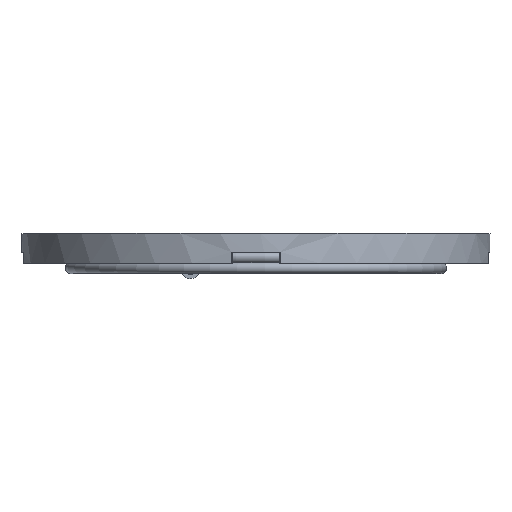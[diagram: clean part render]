
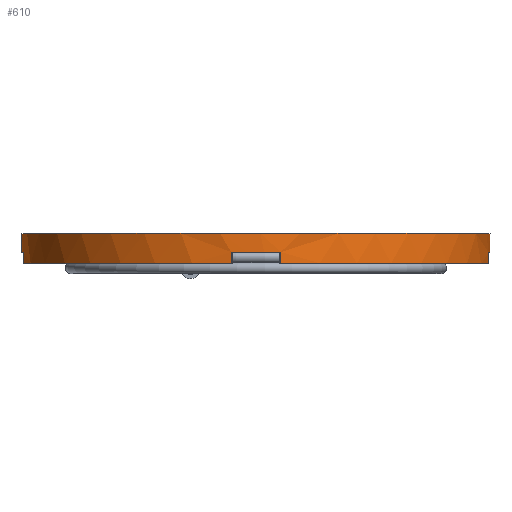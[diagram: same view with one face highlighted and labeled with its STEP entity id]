
A CAD part, top view. The second image highlights one B-rep face of the part: STEP entity #610.
In plain terms, the highlighted cylindrical face has radius 25 mm (diameter 50 mm), a partial arc.
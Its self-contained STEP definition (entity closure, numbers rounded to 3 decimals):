
#610 = ADVANCED_FACE( '', ( #1325 ), #1326, .T. );
#1325 = FACE_OUTER_BOUND( '', #6689, .T. );
#1326 = CYLINDRICAL_SURFACE( '', #6690, 25. );
#6689 = EDGE_LOOP( '', ( #8503, #8504, #8505, #8506, #8507, #8508, #8509, #8510, #8511, #8512, #8513, #8514, #8515, #8516, #8517, #8518 ) );
#6690 = AXIS2_PLACEMENT_3D( '', #8519, #8520, #8521 );
#8503 = ORIENTED_EDGE( '', *, *, #9396, .T. );
#8504 = ORIENTED_EDGE( '', *, *, #8938, .F. );
#8505 = ORIENTED_EDGE( '', *, *, #9373, .F. );
#8506 = ORIENTED_EDGE( '', *, *, #8969, .F. );
#8507 = ORIENTED_EDGE( '', *, *, #9157, .F. );
#8508 = ORIENTED_EDGE( '', *, *, #8993, .T. );
#8509 = ORIENTED_EDGE( '', *, *, #9372, .F. );
#8510 = ORIENTED_EDGE( '', *, *, #9091, .F. );
#8511 = ORIENTED_EDGE( '', *, *, #9405, .F. );
#8512 = ORIENTED_EDGE( '', *, *, #9165, .T. );
#8513 = ORIENTED_EDGE( '', *, *, #9379, .F. );
#8514 = ORIENTED_EDGE( '', *, *, #9023, .F. );
#8515 = ORIENTED_EDGE( '', *, *, #8878, .T. );
#8516 = ORIENTED_EDGE( '', *, *, #8972, .T. );
#8517 = ORIENTED_EDGE( '', *, *, #9377, .F. );
#8518 = ORIENTED_EDGE( '', *, *, #8962, .T. );
#8519 = CARTESIAN_POINT( '', ( 0., -2., 0. ) );
#8520 = DIRECTION( '', ( 0., -1., 0. ) );
#8521 = DIRECTION( '', ( 0., 0., 1. ) );
#8878 = EDGE_CURVE( '', #9547, #9544, #9548, .T. );
#8938 = EDGE_CURVE( '', #9645, #9640, #9647, .T. );
#8962 = EDGE_CURVE( '', #9687, #9685, #9688, .T. );
#8969 = EDGE_CURVE( '', #9698, #9693, #9700, .T. );
#8972 = EDGE_CURVE( '', #9544, #9702, #9705, .T. );
#8993 = EDGE_CURVE( '', #9738, #9736, #9739, .T. );
#9023 = EDGE_CURVE( '', #9547, #9782, #9785, .T. );
#9091 = EDGE_CURVE( '', #9894, #9889, #9896, .T. );
#9157 = EDGE_CURVE( '', #9738, #9698, #9996, .T. );
#9165 = EDGE_CURVE( '', #10010, #10008, #10011, .T. );
#9372 = EDGE_CURVE( '', #9889, #9736, #10288, .T. );
#9373 = EDGE_CURVE( '', #9693, #9645, #10289, .T. );
#9377 = EDGE_CURVE( '', #9687, #9702, #10293, .T. );
#9379 = EDGE_CURVE( '', #9782, #10008, #10295, .T. );
#9396 = EDGE_CURVE( '', #9685, #9640, #10315, .T. );
#9405 = EDGE_CURVE( '', #10010, #9894, #10325, .T. );
#9544 = VERTEX_POINT( '', #10571 );
#9547 = VERTEX_POINT( '', #10575 );
#9548 = CIRCLE( '', #10576, 25. );
#9640 = VERTEX_POINT( '', #10744 );
#9645 = VERTEX_POINT( '', #10751 );
#9647 = LINE( '', #10754, #10755 );
#9685 = VERTEX_POINT( '', #10805 );
#9687 = VERTEX_POINT( '', #10808 );
#9688 = LINE( '', #10809, #10810 );
#9693 = VERTEX_POINT( '', #10817 );
#9698 = VERTEX_POINT( '', #10824 );
#9700 = LINE( '', #10827, #10828 );
#9702 = VERTEX_POINT( '', #10830 );
#9705 = LINE( '', #10834, #10835 );
#9736 = VERTEX_POINT( '', #10931 );
#9738 = VERTEX_POINT( '', #10934 );
#9739 = LINE( '', #10935, #10936 );
#9782 = VERTEX_POINT( '', #11198 );
#9785 = LINE( '', #11203, #11204 );
#9889 = VERTEX_POINT( '', #11611 );
#9894 = VERTEX_POINT( '', #11618 );
#9896 = LINE( '', #11621, #11622 );
#9996 = CIRCLE( '', #12101, 25. );
#10008 = VERTEX_POINT( '', #12121 );
#10010 = VERTEX_POINT( '', #12124 );
#10011 = LINE( '', #12125, #12126 );
#10288 = CIRCLE( '', #13055, 25. );
#10289 = CIRCLE( '', #13056, 25. );
#10293 = CIRCLE( '', #13063, 25. );
#10295 = CIRCLE( '', #13065, 25. );
#10315 = CIRCLE( '', #13123, 25. );
#10325 = CIRCLE( '', #13136, 25. );
#10571 = CARTESIAN_POINT( '', ( 9.574, -3.2, -23.094 ) );
#10575 = CARTESIAN_POINT( '', ( 24.858, -3.2, -2.66 ) );
#10576 = AXIS2_PLACEMENT_3D( '', #13243, #13244, #13245 );
#10744 = CARTESIAN_POINT( '', ( -24.98, 0., 1. ) );
#10751 = CARTESIAN_POINT( '', ( -24.98, -2., 1. ) );
#10754 = CARTESIAN_POINT( '', ( -24.98, -2., 1. ) );
#10755 = VECTOR( '', #13300, 1000. );
#10805 = CARTESIAN_POINT( '', ( 9., 0., -23.324 ) );
#10808 = CARTESIAN_POINT( '', ( 9., -2., -23.324 ) );
#10809 = CARTESIAN_POINT( '', ( 9., -2., -23.324 ) );
#10810 = VECTOR( '', #13323, 1000. );
#10817 = CARTESIAN_POINT( '', ( -24.858, -2., 2.66 ) );
#10824 = CARTESIAN_POINT( '', ( -24.858, -3.2, 2.66 ) );
#10827 = CARTESIAN_POINT( '', ( -24.858, -3.2, 2.66 ) );
#10828 = VECTOR( '', #13329, 1000. );
#10830 = CARTESIAN_POINT( '', ( 9.574, -2., -23.094 ) );
#10834 = CARTESIAN_POINT( '', ( 9.574, -3.2, -23.094 ) );
#10835 = VECTOR( '', #13331, 1000. );
#10931 = CARTESIAN_POINT( '', ( -2.66, -2., 24.858 ) );
#10934 = CARTESIAN_POINT( '', ( -2.66, -3.2, 24.858 ) );
#10935 = CARTESIAN_POINT( '', ( -2.66, -3.2, 24.858 ) );
#10936 = VECTOR( '', #13345, 1000. );
#11198 = CARTESIAN_POINT( '', ( 24.858, -2., -2.66 ) );
#11203 = CARTESIAN_POINT( '', ( 24.858, -3.2, -2.66 ) );
#11204 = VECTOR( '', #13365, 1000. );
#11611 = CARTESIAN_POINT( '', ( 2.66, -2., 24.858 ) );
#11618 = CARTESIAN_POINT( '', ( 2.66, -3.2, 24.858 ) );
#11621 = CARTESIAN_POINT( '', ( 2.66, -3.2, 24.858 ) );
#11622 = VECTOR( '', #13430, 1000. );
#12101 = AXIS2_PLACEMENT_3D( '', #13483, #13484, #13485 );
#12121 = CARTESIAN_POINT( '', ( 24.858, -2., 2.66 ) );
#12124 = CARTESIAN_POINT( '', ( 24.858, -3.2, 2.66 ) );
#12125 = CARTESIAN_POINT( '', ( 24.858, -3.2, 2.66 ) );
#12126 = VECTOR( '', #13489, 1000. );
#13055 = AXIS2_PLACEMENT_3D( '', #13633, #13634, #13635 );
#13056 = AXIS2_PLACEMENT_3D( '', #13636, #13637, #13638 );
#13063 = AXIS2_PLACEMENT_3D( '', #13642, #13643, #13644 );
#13065 = AXIS2_PLACEMENT_3D( '', #13648, #13649, #13650 );
#13123 = AXIS2_PLACEMENT_3D( '', #13658, #13659, #13660 );
#13136 = AXIS2_PLACEMENT_3D( '', #13664, #13665, #13666 );
#13243 = CARTESIAN_POINT( '', ( 0., -3.2, 0. ) );
#13244 = DIRECTION( '', ( 0., 1., 0. ) );
#13245 = DIRECTION( '', ( -1., 0., 0. ) );
#13300 = DIRECTION( '', ( 0., 1., 0. ) );
#13323 = DIRECTION( '', ( 0., 1., 0. ) );
#13329 = DIRECTION( '', ( 0., 1., 0. ) );
#13331 = DIRECTION( '', ( 0., 1., 0. ) );
#13345 = DIRECTION( '', ( 0., 1., 0. ) );
#13365 = DIRECTION( '', ( 0., 1., 0. ) );
#13430 = DIRECTION( '', ( 0., 1., 0. ) );
#13483 = CARTESIAN_POINT( '', ( 0., -3.2, 0. ) );
#13484 = DIRECTION( '', ( 0., -1., 0. ) );
#13485 = DIRECTION( '', ( 1., 0., 0. ) );
#13489 = DIRECTION( '', ( 0., 1., 0. ) );
#13633 = CARTESIAN_POINT( '', ( 0., -2., 0. ) );
#13634 = DIRECTION( '', ( 0., -1., 0. ) );
#13635 = DIRECTION( '', ( -1., 0., 0. ) );
#13636 = CARTESIAN_POINT( '', ( 0., -2., 0. ) );
#13637 = DIRECTION( '', ( 0., -1., 0. ) );
#13638 = DIRECTION( '', ( -1., 0., 0. ) );
#13642 = CARTESIAN_POINT( '', ( 0., -2., 0. ) );
#13643 = DIRECTION( '', ( 0., -1., 0. ) );
#13644 = DIRECTION( '', ( -1., 0., 0. ) );
#13648 = CARTESIAN_POINT( '', ( 0., -2., 0. ) );
#13649 = DIRECTION( '', ( 0., -1., 0. ) );
#13650 = DIRECTION( '', ( -1., 0., 0. ) );
#13658 = CARTESIAN_POINT( '', ( 0., 0., 0. ) );
#13659 = DIRECTION( '', ( 0., -1., 0. ) );
#13660 = DIRECTION( '', ( -1., 0., 0. ) );
#13664 = CARTESIAN_POINT( '', ( 0., -3.2, 0. ) );
#13665 = DIRECTION( '', ( 0., -1., 0. ) );
#13666 = DIRECTION( '', ( -1., 0., 0. ) );
